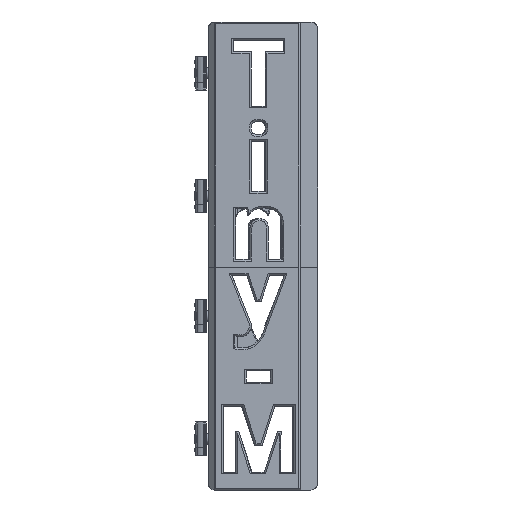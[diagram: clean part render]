
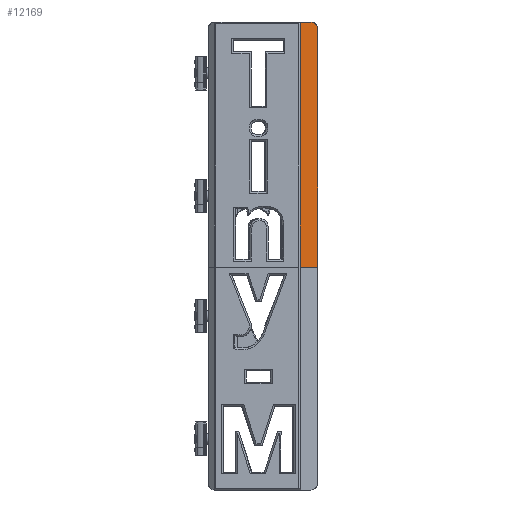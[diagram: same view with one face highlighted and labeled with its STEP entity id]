
A CAD part, left-side view. The second image highlights one B-rep face of the part: STEP entity #12169.
In plain terms, the highlighted face is planar.
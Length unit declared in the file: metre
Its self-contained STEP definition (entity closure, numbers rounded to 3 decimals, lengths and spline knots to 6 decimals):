
#182=ELLIPSE('',#12986,0.004243,0.003);
#543=PLANE('',#13020);
#3068=ORIENTED_EDGE('',*,*,#5916,.T.);
#3069=ORIENTED_EDGE('',*,*,#5546,.T.);
#3070=ORIENTED_EDGE('',*,*,#5917,.F.);
#3071=ORIENTED_EDGE('',*,*,#5868,.F.);
#3072=ORIENTED_EDGE('',*,*,#5864,.F.);
#3073=ORIENTED_EDGE('',*,*,#5879,.T.);
#5546=EDGE_CURVE('',#7173,#7172,#8257,.T.);
#5864=EDGE_CURVE('',#7371,#7372,#8432,.T.);
#5868=EDGE_CURVE('',#7372,#7374,#182,.F.);
#5879=EDGE_CURVE('',#7371,#7382,#8441,.F.);
#5916=EDGE_CURVE('',#7382,#7173,#8474,.T.);
#5917=EDGE_CURVE('',#7374,#7172,#8475,.T.);
#7172=VERTEX_POINT('',#18134);
#7173=VERTEX_POINT('',#18136);
#7371=VERTEX_POINT('',#19558);
#7372=VERTEX_POINT('',#19560);
#7374=VERTEX_POINT('',#19567);
#7382=VERTEX_POINT('',#19587);
#8257=LINE('',#18135,#9361);
#8432=LINE('',#19559,#9536);
#8441=LINE('',#19588,#9545);
#8474=LINE('',#19656,#9578);
#8475=LINE('',#19658,#9579);
#9361=VECTOR('',#14250,1.);
#9536=VECTOR('',#14671,1.);
#9545=VECTOR('',#14698,1.);
#9578=VECTOR('',#14785,1.);
#9579=VECTOR('',#14788,1.);
#10539=EDGE_LOOP('',(#3068,#3069,#3070,#3071,#3072,#3073));
#11332=FACE_BOUND('',#10539,.T.);
#12169=ADVANCED_FACE('',(#11332),#543,.T.);
#12986=AXIS2_PLACEMENT_3D('',#19566,#14678,#14679);
#13020=AXIS2_PLACEMENT_3D('',#19657,#14786,#14787);
#14250=DIRECTION('',(0.707,0.,0.707));
#14671=DIRECTION('',(0.707,0.,0.707));
#14678=DIRECTION('',(0.707,0.,-0.707));
#14679=DIRECTION('',(0.707,0.,0.707));
#14698=DIRECTION('',(0.577,-0.577,0.577));
#14785=DIRECTION('',(0.,1.,0.));
#14786=DIRECTION('',(0.707,0.,-0.707));
#14787=DIRECTION('',(0.,1.,0.));
#14788=DIRECTION('',(0.,1.,0.));
#18134=CARTESIAN_POINT('',(0.1999,-0.0294,0.008));
#18135=CARTESIAN_POINT('',(0.1919,-0.0294,0.));
#18136=CARTESIAN_POINT('',(0.192134,-0.0294,0.000234));
#19558=CARTESIAN_POINT('',(0.1927,-0.1393,0.0008));
#19559=CARTESIAN_POINT('',(0.1919,-0.1393,0.));
#19560=CARTESIAN_POINT('',(0.1969,-0.1393,0.005));
#19566=CARTESIAN_POINT('',(0.1969,-0.1363,0.005));
#19567=CARTESIAN_POINT('',(0.1999,-0.1363,0.008));
#19587=CARTESIAN_POINT('',(0.192134,-0.138734,0.000234));
#19588=CARTESIAN_POINT('',(0.1572,-0.1038,-0.0347));
#19656=CARTESIAN_POINT('',(0.192134,0.0705,0.000234));
#19657=CARTESIAN_POINT('',(0.1919,-0.0344,0.));
#19658=CARTESIAN_POINT('',(0.1999,0.0675,0.008));
